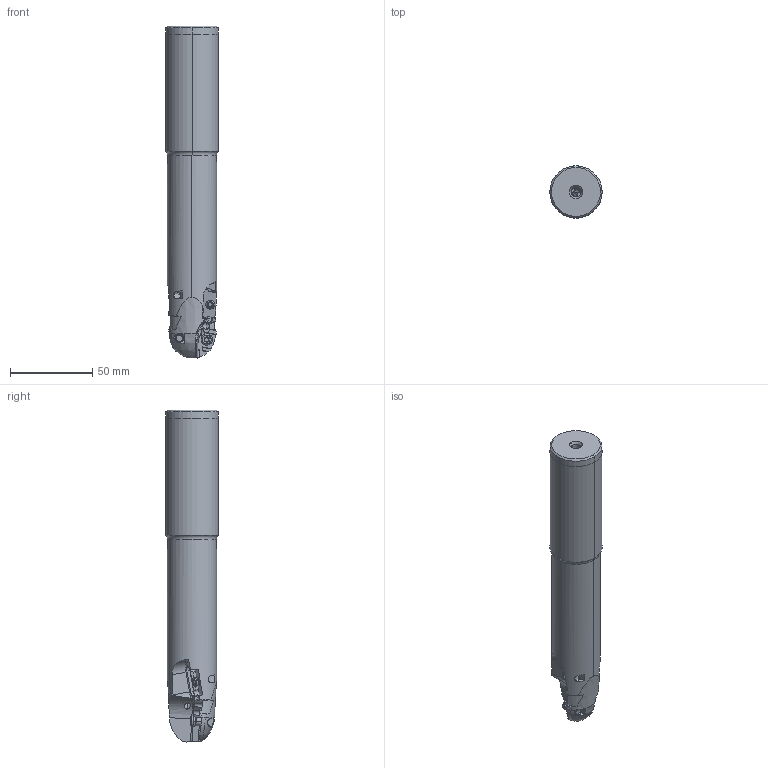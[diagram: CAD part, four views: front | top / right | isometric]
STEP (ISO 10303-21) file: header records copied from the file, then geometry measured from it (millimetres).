
FILE_DESCRIPTION(/* description */ (''),/* implementation_level */ '2;1');
FILE_NAME(/* name */ 'SRM220SAL4.stp',/* time_stamp */ '2017-10-11T11:30:20+09:00',/* author */ (''),/* organization */ (''),/* preprocessor_version */ 'ST-DEVELOPER v16',/* originating_system */ 'SIEMENS PLM Software NX 10.0',/* authorisation */ '');
FILE_SCHEMA (('AUTOMOTIVE_DESIGN { 1 0 10303 214 3 1 1 1 }'));
Length unit declared in the file: millimetre
Products named in the file (1): SRM220SAL4_ASM
Bounding box: 31.75 x 31.75 x 201.7 mm (x, y, z)
Volume: 126967.2 mm3; surface area: 25132.9 mm2
Topology: 5 solids, 5 shells, 360 faces, 1041 edges, 682 vertices
Faces by surface type: cylinder 152, plane 119, cone 61, torus 22, bspline 4, sphere 2
Entity records: 14388 total; most frequent: CARTESIAN_POINT 4796, ORIENTED_EDGE 2046, DIRECTION 2009, EDGE_CURVE 1023, AXIS2_PLACEMENT_3D 829, VERTEX_POINT 678, CIRCLE 417, EDGE_LOOP 377
